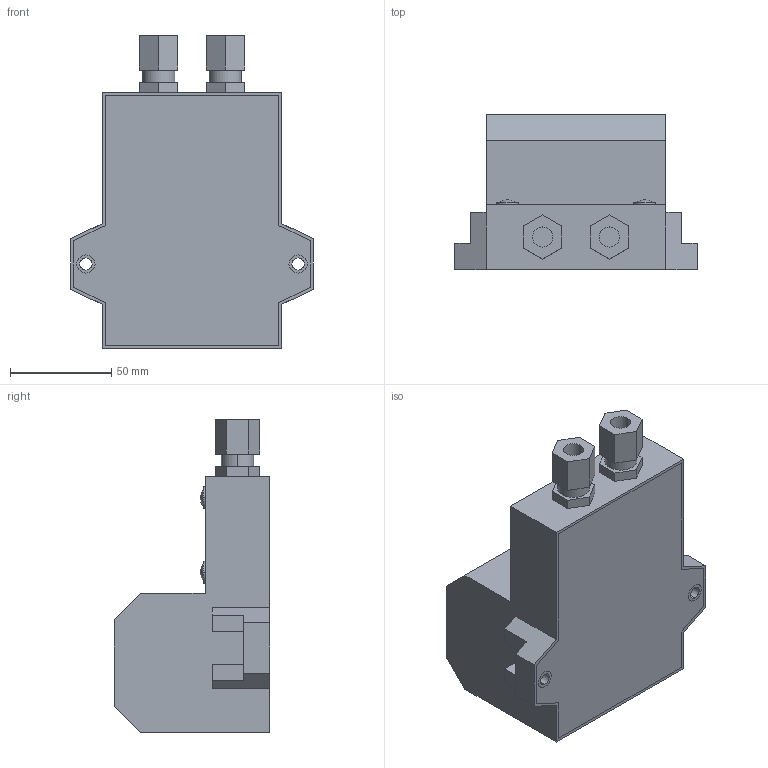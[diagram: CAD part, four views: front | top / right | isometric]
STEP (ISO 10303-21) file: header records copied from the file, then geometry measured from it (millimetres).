
FILE_DESCRIPTION (( 'STEP AP214' ), '1' );
FILE_NAME ('865714.STEP', '2024-08-14T13:29:31', ( '' ), ( '' ), 'SwSTEP 2.0', 'SolidWorks 2022', '' );
FILE_SCHEMA (( 'AUTOMOTIVE_DESIGN' ));
Length unit declared in the file: millimetre
Products named in the file (1): 865714
Bounding box: 120 x 77 x 155.3 mm (x, y, z)
Volume: 649396.1 mm3; surface area: 58883.4 mm2
Topology: 1 solids, 1 shells, 107 faces, 280 edges, 188 vertices
Faces by surface type: plane 79, cylinder 20, torus 8
Entity records: 3288 total; most frequent: CARTESIAN_POINT 568, DIRECTION 548, ORIENTED_EDGE 544, EDGE_CURVE 272, LINE 212, VECTOR 212, VERTEX_POINT 188, AXIS2_PLACEMENT_3D 168
